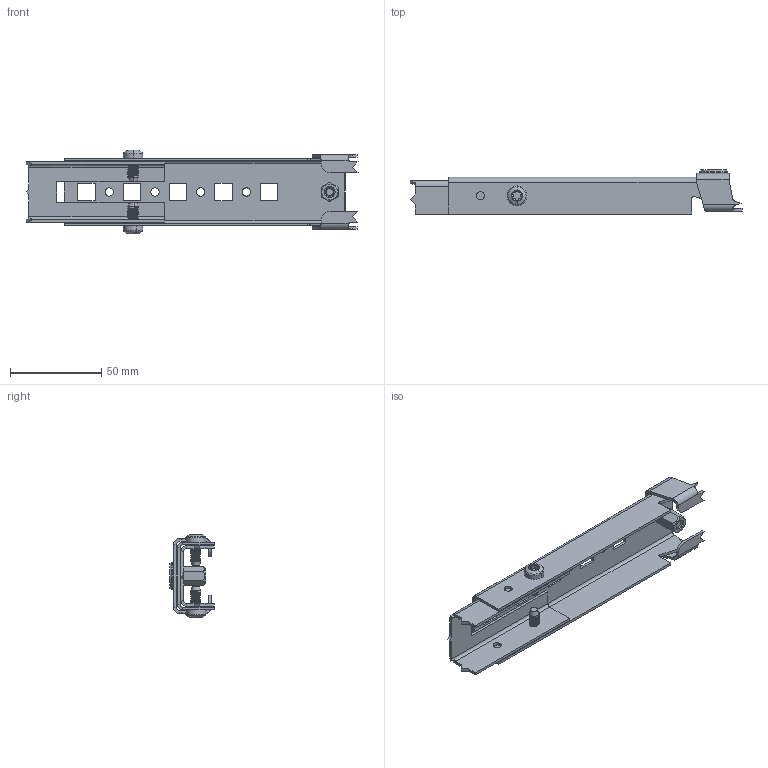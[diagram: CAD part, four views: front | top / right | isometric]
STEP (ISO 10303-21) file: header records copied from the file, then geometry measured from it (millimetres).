
FILE_DESCRIPTION (( 'STEP AP214' ), '1' );
FILE_NAME ('444.200 (檐).STEP', '2025-02-20T08:58:24', ( '' ), ( '' ), 'SwSTEP 2.0', 'SolidWorks 2021', '' );
FILE_SCHEMA (( 'AUTOMOTIVE_DESIGN' ));
Length unit declared in the file: millimetre
Products named in the file (7): Âèíò Ì6õ16 ìåáåëüíûé; Çàêëåïêà ðåçüáîâàÿ Ì6 øåñòèãðàííàÿ ñ óìåíüøåííûì áîðòîì; 444.003; Âèíò ñàìîíàðåçíîé Ò25-5,5õ13 TORX.step; 444.002; 444.201; 444.200 (檐)
Assembly tree (7 placements, depth 2):
  444.200 (檐)
    444.201
    444.003
    Çàêëåïêà ðåçüáîâàÿ Ì6 øåñòèãðàííàÿ ñ óìåíüøåííûì áîðòîì
    444.002
    Âèíò Ì6õ16 ìåáåëüíûé
    Âèíò ñàìîíàðåçíîé Ò25-5,5õ13 TORX.step  x2
Bounding box: 181.5 x 24.22 x 45.57 mm (x, y, z)
Volume: 26033.3 mm3; surface area: 36747.2 mm2
Topology: 7 solids, 7 shells, 407 faces, 1048 edges, 660 vertices
Faces by surface type: cylinder 177, plane 171, cone 30, bspline 19, torus 6, sphere 4
Entity records: 14764 total; most frequent: CARTESIAN_POINT 6380, ORIENTED_EDGE 1768, DIRECTION 1581, EDGE_CURVE 884, VERTEX_POINT 555, AXIS2_PLACEMENT_3D 534, VECTOR 513, LINE 513
